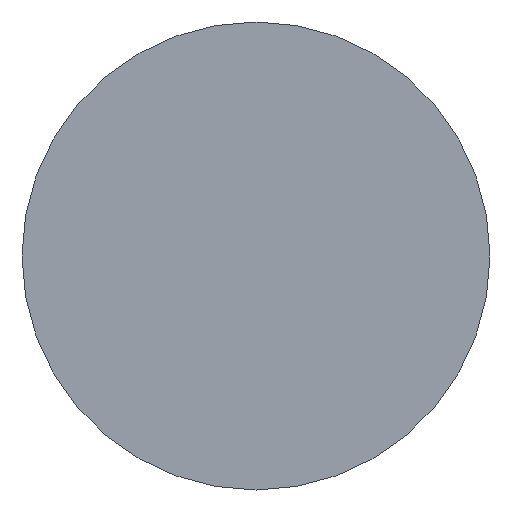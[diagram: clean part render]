
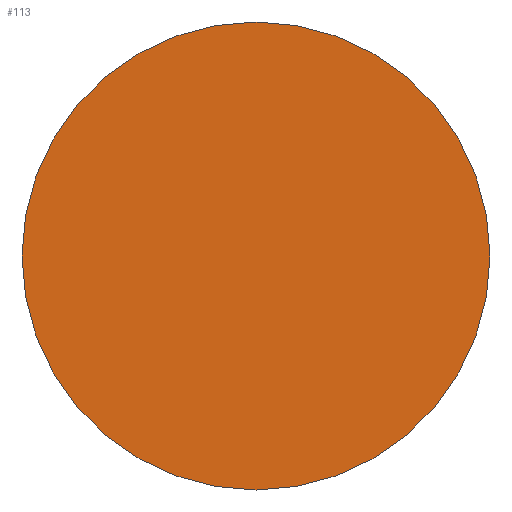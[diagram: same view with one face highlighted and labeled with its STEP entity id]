
A CAD part, left-side view. The second image highlights one B-rep face of the part: STEP entity #113.
In plain terms, the highlighted planar face has unit normal (-1, 0, 0).
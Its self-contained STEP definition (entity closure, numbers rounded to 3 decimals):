
#22 = VERTEX_POINT('',#23);
#23 = CARTESIAN_POINT('',(-35.,151.7,106.));
#32 = CYLINDRICAL_SURFACE('',#33,12.7);
#33 = AXIS2_PLACEMENT_3D('',#34,#35,#36);
#34 = CARTESIAN_POINT('',(-35.,139.,106.));
#35 = DIRECTION('',(-1.,0.,0.));
#36 = DIRECTION('',(0.,1.,0.));
#83 = EDGE_CURVE('',#22,#22,#84,.T.);
#84 = SURFACE_CURVE('',#85,(#90,#97),.PCURVE_S1.);
#85 = CIRCLE('',#86,12.7);
#86 = AXIS2_PLACEMENT_3D('',#87,#88,#89);
#87 = CARTESIAN_POINT('',(-35.,139.,106.));
#88 = DIRECTION('',(1.,0.,0.));
#89 = DIRECTION('',(0.,1.,0.));
#90 = PCURVE('',#32,#91);
#91 = DEFINITIONAL_REPRESENTATION('',(#92),#96);
#92 = LINE('',#93,#94);
#93 = CARTESIAN_POINT('',(-0.,0.));
#94 = VECTOR('',#95,1.);
#95 = DIRECTION('',(-1.,0.));
#96 = ( GEOMETRIC_REPRESENTATION_CONTEXT(2) 
PARAMETRIC_REPRESENTATION_CONTEXT() REPRESENTATION_CONTEXT('2D SPACE',''
  ) );
#97 = PCURVE('',#98,#103);
#98 = PLANE('',#99);
#99 = AXIS2_PLACEMENT_3D('',#100,#101,#102);
#100 = CARTESIAN_POINT('',(-35.,151.7,106.));
#101 = DIRECTION('',(-1.,0.,0.));
#102 = DIRECTION('',(0.,0.,-1.));
#103 = DEFINITIONAL_REPRESENTATION('',(#104),#112);
#104 = ( BOUNDED_CURVE() B_SPLINE_CURVE(2,(#105,#106,#107,#108,#109,#110
,#111),.UNSPECIFIED.,.T.,.F.) B_SPLINE_CURVE_WITH_KNOTS((1,2,2,2,2,1),(
    -2.094,0.,2.094,4.189,6.283,
8.378),.UNSPECIFIED.) CURVE() GEOMETRIC_REPRESENTATION_ITEM() 
RATIONAL_B_SPLINE_CURVE((1.,0.5,1.,0.5,1.,0.5,1.)) REPRESENTATION_ITEM(
  '') );
#105 = CARTESIAN_POINT('',(0.,0.));
#106 = CARTESIAN_POINT('',(-21.997,0.));
#107 = CARTESIAN_POINT('',(-10.999,19.05));
#108 = CARTESIAN_POINT('',(0.,38.1));
#109 = CARTESIAN_POINT('',(10.999,19.05));
#110 = CARTESIAN_POINT('',(21.997,0.));
#111 = CARTESIAN_POINT('',(0.,0.));
#112 = ( GEOMETRIC_REPRESENTATION_CONTEXT(2) 
PARAMETRIC_REPRESENTATION_CONTEXT() REPRESENTATION_CONTEXT('2D SPACE',''
  ) );
#113 = ADVANCED_FACE('',(#114),#98,.T.);
#114 = FACE_BOUND('',#115,.F.);
#115 = EDGE_LOOP('',(#116));
#116 = ORIENTED_EDGE('',*,*,#83,.T.);
